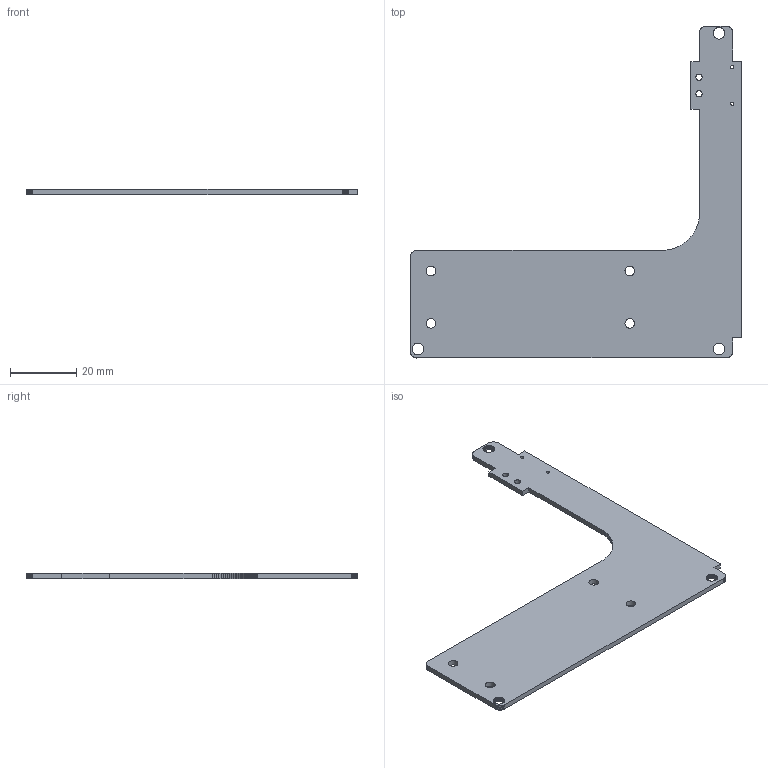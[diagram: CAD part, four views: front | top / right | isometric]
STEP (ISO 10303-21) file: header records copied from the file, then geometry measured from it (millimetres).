
FILE_DESCRIPTION(('KiCad electronic assembly'),'2;1');
FILE_NAME('MainBoard.step','2023-04-25T16:56:19',('Pcbnew'),('Kicad'), 'Open CASCADE STEP processor 7.6','KiCad to STEP converter','Unknown' );
FILE_SCHEMA(('AUTOMOTIVE_DESIGN { 1 0 10303 214 1 1 1 1 }'));
Length unit declared in the file: millimetre
Products named in the file (2): MainBoard 1; PCB
Assembly tree (1 placements, depth 2):
  MainBoard 1
    PCB
Bounding box: 100 x 100.01 x 1.58 mm (x, y, z)
Volume: 6406.6 mm3; surface area: 8873.9 mm2
Topology: 1 solids, 1 shells, 232 faces, 690 edges, 460 vertices
Faces by surface type: plane 224, cylinder 8
Full cylindrical faces by diameter (mm): 1 x2, 1.9 x2, 2.9 x4
Entity records: 16739 total; most frequent: CARTESIAN_POINT 2860, DIRECTION 2538, LINE 2038, VECTOR 2038, ORIENTED_EDGE 1380, PCURVE 1380, DEFINITIONAL_REPRESENTATION 1380, EDGE_CURVE 690
